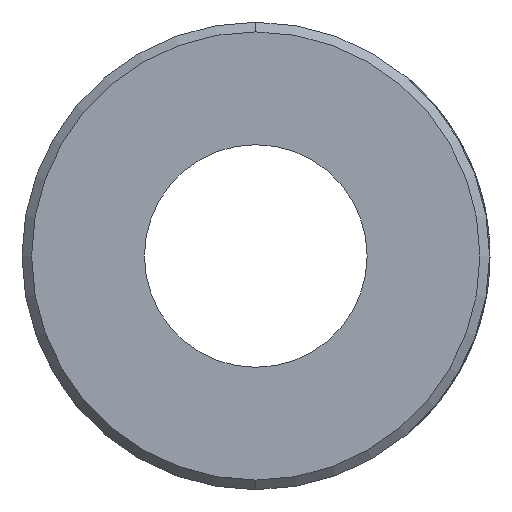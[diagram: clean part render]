
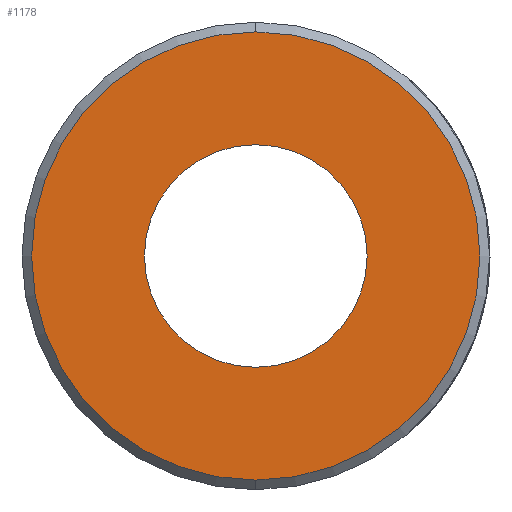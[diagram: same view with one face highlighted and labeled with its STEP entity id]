
A CAD part, front view. The second image highlights one B-rep face of the part: STEP entity #1178.
In plain terms, the highlighted planar face has unit normal (0, -1, 0).
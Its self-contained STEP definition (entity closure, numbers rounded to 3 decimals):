
#43 = VERTEX_POINT ( 'NONE', #820 ) ;
#164 = AXIS2_PLACEMENT_3D ( 'NONE', #2397, #2243, #1094 ) ;
#195 = CARTESIAN_POINT ( 'NONE',  ( 0., -2.7, -5.034 ) ) ;
#207 = EDGE_CURVE ( 'NONE', #781, #1289, #2261, .T. ) ;
#315 = AXIS2_PLACEMENT_3D ( 'NONE', #1111, #1700, #1286 ) ;
#324 = CARTESIAN_POINT ( 'NONE',  ( 0., -2.7, 0. ) ) ;
#363 = EDGE_LOOP ( 'NONE', ( #743, #1209 ) ) ;
#653 = CARTESIAN_POINT ( 'NONE',  ( 0., -2.7, 0. ) ) ;
#661 = VERTEX_POINT ( 'NONE', #2460 ) ;
#743 = ORIENTED_EDGE ( 'NONE', *, *, #919, .T. ) ;
#781 = VERTEX_POINT ( 'NONE', #1391 ) ;
#793 = CIRCLE ( 'NONE', #2035, 2.5 ) ;
#820 = CARTESIAN_POINT ( 'NONE',  ( 0., -2.7, 2.5 ) ) ;
#821 = FACE_BOUND ( 'NONE', #363, .T. ) ;
#865 = FACE_OUTER_BOUND ( 'NONE', #888, .T. ) ;
#888 = EDGE_LOOP ( 'NONE', ( #2458, #1399 ) ) ;
#919 = EDGE_CURVE ( 'NONE', #43, #661, #1978, .T. ) ;
#946 = DIRECTION ( 'NONE',  ( 0., -1., 0. ) ) ;
#1094 = DIRECTION ( 'NONE',  ( 0., 0., 1. ) ) ;
#1111 = CARTESIAN_POINT ( 'NONE',  ( 0., -2.7, 0. ) ) ;
#1132 = DIRECTION ( 'NONE',  ( 0., 0., 1. ) ) ;
#1152 = AXIS2_PLACEMENT_3D ( 'NONE', #1523, #946, #1132 ) ;
#1178 = ADVANCED_FACE ( 'NONE', ( #865, #821 ), #1401, .F. ) ;
#1189 = DIRECTION ( 'NONE',  ( 0., 0., 1. ) ) ;
#1209 = ORIENTED_EDGE ( 'NONE', *, *, #1570, .T. ) ;
#1240 = CIRCLE ( 'NONE', #1152, 5.034 ) ;
#1286 = DIRECTION ( 'NONE',  ( 0., 0., 1. ) ) ;
#1289 = VERTEX_POINT ( 'NONE', #195 ) ;
#1335 = EDGE_CURVE ( 'NONE', #1289, #781, #1240, .T. ) ;
#1391 = CARTESIAN_POINT ( 'NONE',  ( 0., -2.7, 5.034 ) ) ;
#1399 = ORIENTED_EDGE ( 'NONE', *, *, #1335, .T. ) ;
#1401 = PLANE ( 'NONE',  #1833 ) ;
#1481 = DIRECTION ( 'NONE',  ( 0., 1., 0. ) ) ;
#1523 = CARTESIAN_POINT ( 'NONE',  ( 0., -2.7, 0. ) ) ;
#1570 = EDGE_CURVE ( 'NONE', #661, #43, #793, .T. ) ;
#1700 = DIRECTION ( 'NONE',  ( 0., 1., 0. ) ) ;
#1833 = AXIS2_PLACEMENT_3D ( 'NONE', #324, #1481, #2220 ) ;
#1978 = CIRCLE ( 'NONE', #315, 2.5 ) ;
#2035 = AXIS2_PLACEMENT_3D ( 'NONE', #653, #2146, #1189 ) ;
#2146 = DIRECTION ( 'NONE',  ( 0., 1., 0. ) ) ;
#2220 = DIRECTION ( 'NONE',  ( 0., 0., 1. ) ) ;
#2243 = DIRECTION ( 'NONE',  ( 0., -1., 0. ) ) ;
#2261 = CIRCLE ( 'NONE', #164, 5.034 ) ;
#2397 = CARTESIAN_POINT ( 'NONE',  ( 0., -2.7, 0. ) ) ;
#2458 = ORIENTED_EDGE ( 'NONE', *, *, #207, .T. ) ;
#2460 = CARTESIAN_POINT ( 'NONE',  ( 0., -2.7, -2.5 ) ) ;
